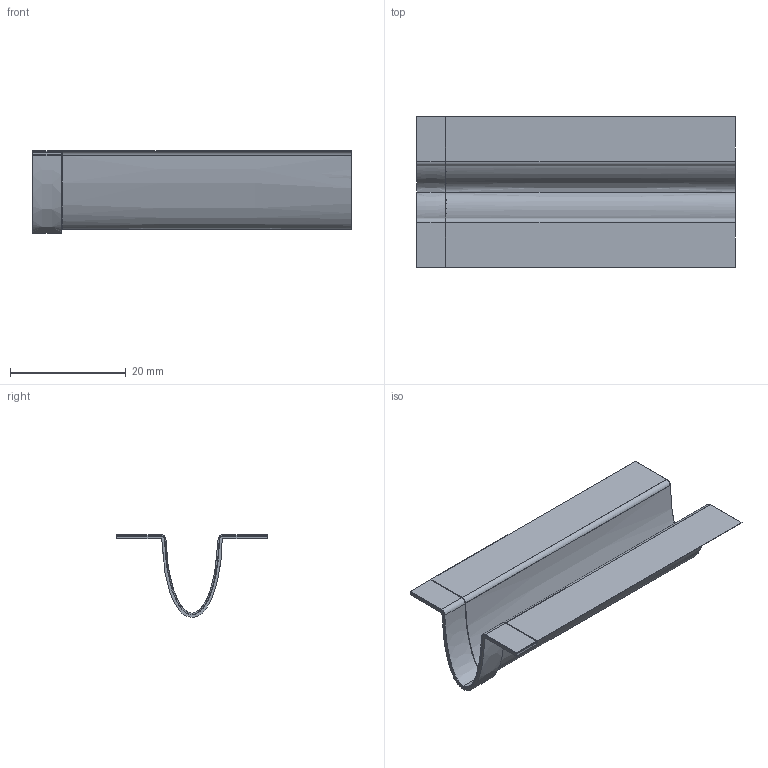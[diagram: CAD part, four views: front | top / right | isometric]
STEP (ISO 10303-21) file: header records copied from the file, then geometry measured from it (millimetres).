
FILE_DESCRIPTION (( 'STEP AP203' ), '1' );
FILE_NAME ('Rinforzi.STEP', '2011-04-01T13:22:31', ( '' ), ( '' ), 'SwSTEP 2.0', 'SolidWorks 2010', '' );
FILE_SCHEMA (( 'CONFIG_CONTROL_DESIGN' ));
Length unit declared in the file: millimetre
Products named in the file (4): Rinforzi; Foglio_cell; Rinfo_int_cell; Rinfo_est_cell
Assembly tree (3 placements, depth 2):
  Rinforzi
    Rinfo_est_cell
    Foglio_cell
    Rinfo_int_cell
Bounding box: 55.08 x 26 x 14.26 mm (x, y, z)
Volume: 343.4 mm3; surface area: 6141.6 mm2
Topology: 3 solids, 3 shells, 74 faces, 194 edges, 126 vertices
Faces by surface type: plane 30, cylinder 20, bspline 20, torus 4
Entity records: 4365 total; most frequent: CARTESIAN_POINT 2215, ORIENTED_EDGE 388, DIRECTION 328, EDGE_CURVE 194, VERTEX_POINT 126, AXIS2_PLACEMENT_3D 110, LINE 108, VECTOR 108
